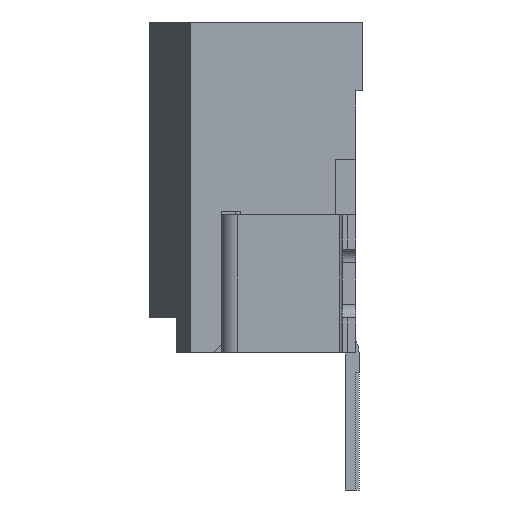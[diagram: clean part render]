
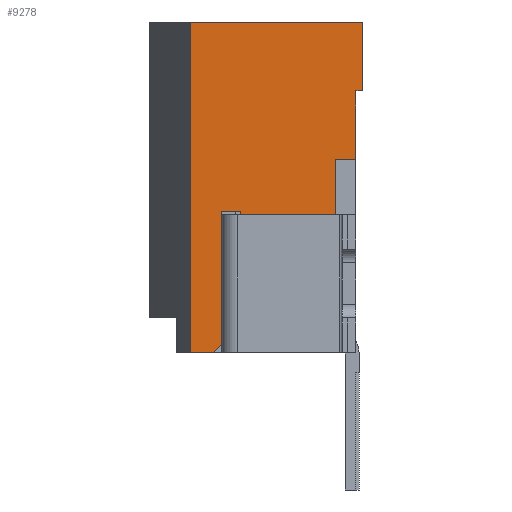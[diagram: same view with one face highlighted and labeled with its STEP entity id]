
A CAD part, left-side view. The second image highlights one B-rep face of the part: STEP entity #9278.
In plain terms, the highlighted planar face has unit normal (-1, 0, 0).
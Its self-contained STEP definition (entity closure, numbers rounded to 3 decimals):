
#1=DIRECTION('',(0.,0.,1.));
#2=VECTOR('',#1,0.05);
#3=CARTESIAN_POINT('',(-5.9,2.05,2.));
#4=LINE('',#3,#2);
#5=DIRECTION('',(0.,0.,1.));
#6=VECTOR('',#5,1.88);
#7=CARTESIAN_POINT('',(-5.9,2.05,0.12));
#8=LINE('',#7,#6);
#9=DIRECTION('',(0.,1.,0.));
#10=VECTOR('',#9,0.33);
#11=CARTESIAN_POINT('',(-5.9,2.17,0.));
#12=LINE('',#11,#10);
#13=DIRECTION('',(0.,0.,-1.));
#14=VECTOR('',#13,4.8);
#15=CARTESIAN_POINT('',(-5.9,2.5,4.8));
#16=LINE('',#15,#14);
#17=DIRECTION('',(0.,-1.,0.));
#18=VECTOR('',#17,2.5);
#19=CARTESIAN_POINT('',(-5.9,2.5,4.8));
#20=LINE('',#19,#18);
#21=DIRECTION('',(0.,0.,-1.));
#22=VECTOR('',#21,1.);
#23=CARTESIAN_POINT('',(-5.9,0.,4.8));
#24=LINE('',#23,#22);
#25=DIRECTION('',(0.,1.,0.));
#26=VECTOR('',#25,0.1);
#27=CARTESIAN_POINT('',(-5.9,0.,3.8));
#28=LINE('',#27,#26);
#29=DIRECTION('',(0.,0.,-1.));
#30=VECTOR('',#29,1.);
#31=CARTESIAN_POINT('',(-5.9,0.1,3.8));
#32=LINE('',#31,#30);
#33=DIRECTION('',(0.,1.,0.));
#34=VECTOR('',#33,0.3);
#35=CARTESIAN_POINT('',(-5.9,0.1,2.8));
#36=LINE('',#35,#34);
#37=DIRECTION('',(0.,0.,1.));
#38=VECTOR('',#37,2.8);
#39=CARTESIAN_POINT('',(-5.9,0.4,0.));
#40=LINE('',#39,#38);
#41=DIRECTION('',(0.,1.,0.));
#42=VECTOR('',#41,1.37);
#43=CARTESIAN_POINT('',(-5.9,0.4,0.));
#44=LINE('',#43,#42);
#45=DIRECTION('',(0.,0.,1.));
#46=VECTOR('',#45,2.05);
#47=CARTESIAN_POINT('',(-5.9,1.77,0.));
#48=LINE('',#47,#46);
#49=DIRECTION('',(0.,1.,0.));
#50=VECTOR('',#49,0.28);
#51=CARTESIAN_POINT('',(-5.9,1.77,2.05));
#52=LINE('',#51,#50);
#2212=DIRECTION('',(0.,-0.707,0.707));
#2213=VECTOR('',#2212,0.17);
#2214=CARTESIAN_POINT('',(-5.9,2.17,0.));
#2215=LINE('',#2214,#2213);
#6989=CARTESIAN_POINT('',(-5.9,0.,4.8));
#6990=CARTESIAN_POINT('',(-5.9,0.,3.8));
#6991=VERTEX_POINT('',#6989);
#6992=VERTEX_POINT('',#6990);
#6993=CARTESIAN_POINT('',(-5.9,0.1,3.8));
#6994=VERTEX_POINT('',#6993);
#7003=CARTESIAN_POINT('',(-5.9,2.5,4.8));
#7004=CARTESIAN_POINT('',(-5.9,2.5,0.));
#7005=VERTEX_POINT('',#7003);
#7006=VERTEX_POINT('',#7004);
#7109=CARTESIAN_POINT('',(-5.9,1.77,2.05));
#7110=CARTESIAN_POINT('',(-5.9,2.05,2.05));
#7111=VERTEX_POINT('',#7109);
#7112=VERTEX_POINT('',#7110);
#7113=CARTESIAN_POINT('',(-5.9,1.77,0.));
#7114=VERTEX_POINT('',#7113);
#7121=CARTESIAN_POINT('',(-5.9,2.17,0.));
#7123=VERTEX_POINT('',#7121);
#7165=CARTESIAN_POINT('',(-5.9,2.05,2.));
#7167=VERTEX_POINT('',#7165);
#7177=CARTESIAN_POINT('',(-5.9,2.05,0.12));
#7178=VERTEX_POINT('',#7177);
#7181=CARTESIAN_POINT('',(-5.9,0.1,2.8));
#7182=CARTESIAN_POINT('',(-5.9,0.4,2.8));
#7183=VERTEX_POINT('',#7181);
#7184=VERTEX_POINT('',#7182);
#7185=CARTESIAN_POINT('',(-5.9,0.4,0.));
#7186=VERTEX_POINT('',#7185);
#9243=CARTESIAN_POINT('',(-5.9,0.,0.));
#9244=DIRECTION('',(1.,0.,0.));
#9245=DIRECTION('',(0.,0.,-1.));
#9246=AXIS2_PLACEMENT_3D('',#9243,#9244,#9245);
#9247=PLANE('',#9246);
#9249=ORIENTED_EDGE('',*,*,#9248,.F.);
#9251=ORIENTED_EDGE('',*,*,#9250,.F.);
#9253=ORIENTED_EDGE('',*,*,#9252,.F.);
#9255=ORIENTED_EDGE('',*,*,#9254,.T.);
#9257=ORIENTED_EDGE('',*,*,#9256,.F.);
#9259=ORIENTED_EDGE('',*,*,#9258,.T.);
#9261=ORIENTED_EDGE('',*,*,#9260,.T.);
#9263=ORIENTED_EDGE('',*,*,#9262,.T.);
#9265=ORIENTED_EDGE('',*,*,#9264,.T.);
#9267=ORIENTED_EDGE('',*,*,#9266,.T.);
#9269=ORIENTED_EDGE('',*,*,#9268,.F.);
#9271=ORIENTED_EDGE('',*,*,#9270,.T.);
#9273=ORIENTED_EDGE('',*,*,#9272,.T.);
#9275=ORIENTED_EDGE('',*,*,#9274,.T.);
#9276=EDGE_LOOP('',(#9249,#9251,#9253,#9255,#9257,#9259,#9261,#9263,#9265,#9267,
#9269,#9271,#9273,#9275));
#9277=FACE_OUTER_BOUND('',#9276,.F.);
#9278=ADVANCED_FACE('',(#9277),#9247,.F.);
#9248=EDGE_CURVE('',#7167,#7112,#4,.T.);
#9250=EDGE_CURVE('',#7178,#7167,#8,.T.);
#9252=EDGE_CURVE('',#7123,#7178,#2215,.T.);
#9254=EDGE_CURVE('',#7123,#7006,#12,.T.);
#9256=EDGE_CURVE('',#7005,#7006,#16,.T.);
#9258=EDGE_CURVE('',#7005,#6991,#20,.T.);
#9260=EDGE_CURVE('',#6991,#6992,#24,.T.);
#9262=EDGE_CURVE('',#6992,#6994,#28,.T.);
#9264=EDGE_CURVE('',#6994,#7183,#32,.T.);
#9266=EDGE_CURVE('',#7183,#7184,#36,.T.);
#9268=EDGE_CURVE('',#7186,#7184,#40,.T.);
#9270=EDGE_CURVE('',#7186,#7114,#44,.T.);
#9272=EDGE_CURVE('',#7114,#7111,#48,.T.);
#9274=EDGE_CURVE('',#7111,#7112,#52,.T.);
